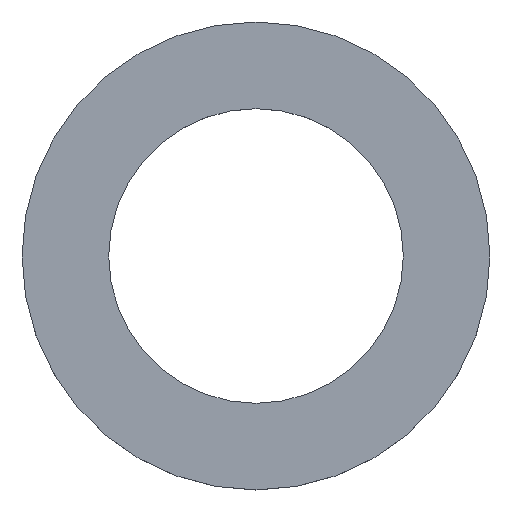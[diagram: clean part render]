
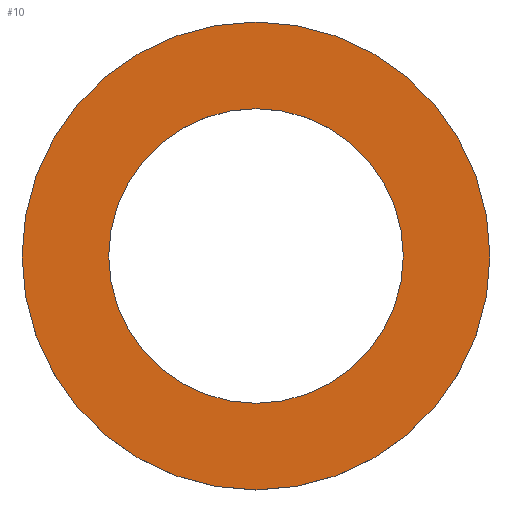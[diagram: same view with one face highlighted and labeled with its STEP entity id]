
A CAD part, top view. The second image highlights one B-rep face of the part: STEP entity #10.
In plain terms, the highlighted planar face has unit normal (0, 0, 1).
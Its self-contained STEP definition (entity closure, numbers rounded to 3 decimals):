
#4 = CARTESIAN_POINT ( 'NONE',  ( 0., 0., 1. ) ) ;
#5 = DIRECTION ( 'NONE',  ( 1., 0., 0. ) ) ;
#10 = ADVANCED_FACE ( 'NONE', ( #53, #71 ), #83, .T. ) ;
#11 = CARTESIAN_POINT ( 'NONE',  ( 0., 0., 1. ) ) ;
#16 = ORIENTED_EDGE ( 'NONE', *, *, #101, .T. ) ;
#19 = EDGE_CURVE ( 'NONE', #29, #29, #108, .T. ) ;
#29 = VERTEX_POINT ( 'NONE', #110 ) ;
#33 = AXIS2_PLACEMENT_3D ( 'NONE', #4, #102, #5 ) ;
#39 = CARTESIAN_POINT ( 'NONE',  ( 13.5, 0., 1. ) ) ;
#40 = CIRCLE ( 'NONE', #61, 13.5 ) ;
#47 = DIRECTION ( 'NONE',  ( 0., 0., 1. ) ) ;
#53 = FACE_OUTER_BOUND ( 'NONE', #54, .T. ) ;
#54 = EDGE_LOOP ( 'NONE', ( #16 ) ) ;
#61 = AXIS2_PLACEMENT_3D ( 'NONE', #69, #113, #90 ) ;
#69 = CARTESIAN_POINT ( 'NONE',  ( 0., 0., 1. ) ) ;
#71 = FACE_BOUND ( 'NONE', #72, .T. ) ;
#72 = EDGE_LOOP ( 'NONE', ( #91 ) ) ;
#83 = PLANE ( 'NONE',  #33 ) ;
#87 = VERTEX_POINT ( 'NONE', #39 ) ;
#90 = DIRECTION ( 'NONE',  ( 1., 0., 0. ) ) ;
#91 = ORIENTED_EDGE ( 'NONE', *, *, #19, .F. ) ;
#101 = EDGE_CURVE ( 'NONE', #87, #87, #40, .T. ) ;
#102 = DIRECTION ( 'NONE',  ( 0., 0., 1. ) ) ;
#106 = AXIS2_PLACEMENT_3D ( 'NONE', #11, #47, #114 ) ;
#108 = CIRCLE ( 'NONE', #106, 8.5 ) ;
#110 = CARTESIAN_POINT ( 'NONE',  ( 8.5, 0., 1. ) ) ;
#113 = DIRECTION ( 'NONE',  ( 0., 0., 1. ) ) ;
#114 = DIRECTION ( 'NONE',  ( 1., 0., 0. ) ) ;
